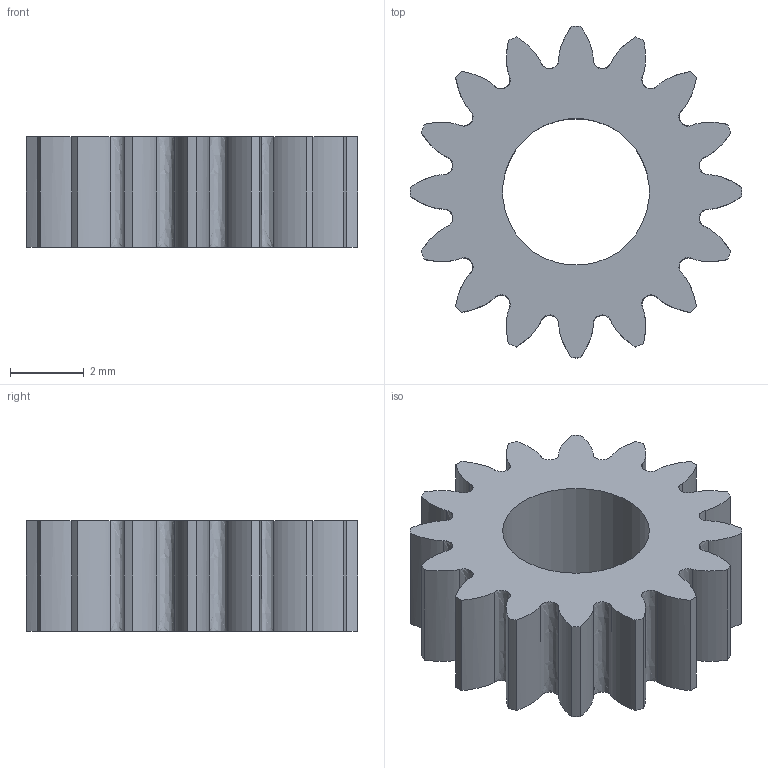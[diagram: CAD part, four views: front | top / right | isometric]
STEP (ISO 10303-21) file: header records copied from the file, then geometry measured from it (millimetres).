
FILE_DESCRIPTION(/* description */ (''),/* implementation_level */ '2;1');
FILE_NAME(/* name */ 'ピニオンギア.step',/* time_stamp */ '2021-08-02T16:08:41+09:00',/* author */ (''),/* organization */ (''),/* preprocessor_version */ 'ST-DEVELOPER v18.1',/* originating_system */ 'Autodesk Translation Framework v10.9.0.1377',/* authorisation */ '');
FILE_SCHEMA (('AUTOMOTIVE_DESIGN { 1 0 10303 214 3 1 1 }'));
Length unit declared in the file: millimetre
Products named in the file (2): 内歯車コンパクト化計画; Spur Gear (16 teeth)
Assembly tree (1 placements, depth 2):
  内歯車コンパクト化計画
    Spur Gear (16 teeth)
Bounding box: 9 x 9 x 3 mm (x, y, z)
Volume: 111.5 mm3; surface area: 251.3 mm2
Topology: 1 solids, 1 shells, 67 faces, 195 edges, 130 vertices
Faces by surface type: bspline 48, cylinder 17, plane 2
Full cylindrical faces by diameter (mm): 3.98 x1
Entity records: 11346 total; most frequent: CARTESIAN_POINT 9931, ORIENTED_EDGE 390, EDGE_CURVE 195, DIRECTION 145, VERTEX_POINT 130, B_SPLINE_CURVE_WITH_KNOTS 96, EDGE_LOOP 69, FACE_OUTER_BOUND 67
